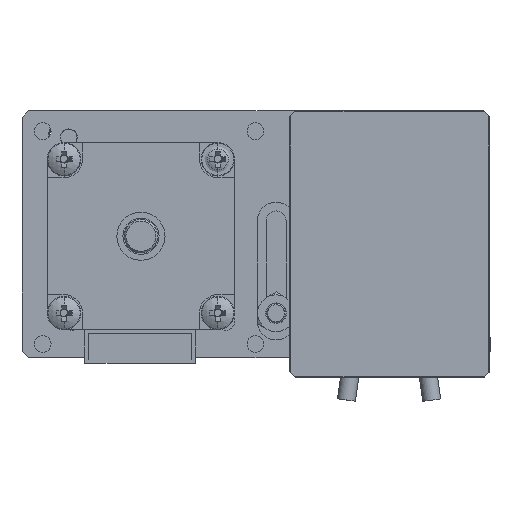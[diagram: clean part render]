
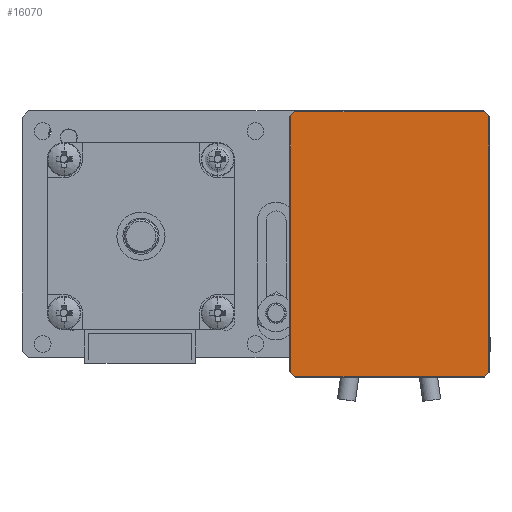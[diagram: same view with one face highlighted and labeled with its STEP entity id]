
A CAD part, front view. The second image highlights one B-rep face of the part: STEP entity #16070.
In plain terms, the highlighted planar face has unit normal (0, -1, 0).
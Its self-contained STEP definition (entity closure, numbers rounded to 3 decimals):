
#423 = EDGE_CURVE ( 'NONE', #24971, #27444, #21400, .T. ) ;
#700 = VERTEX_POINT ( 'NONE', #15324 ) ;
#900 = CARTESIAN_POINT ( 'NONE',  ( -49.844, -80.6, 35.491 ) ) ;
#1068 = LINE ( 'NONE', #17031, #16354 ) ;
#2461 = DIRECTION ( 'NONE',  ( 1., 0., 0. ) ) ;
#2602 = ORIENTED_EDGE ( 'NONE', *, *, #6790, .T. ) ;
#3158 = EDGE_CURVE ( 'NONE', #7942, #19731, #31709, .T. ) ;
#3310 = EDGE_CURVE ( 'NONE', #700, #7942, #3575, .T. ) ;
#3575 = LINE ( 'NONE', #28051, #26914 ) ;
#3745 = CARTESIAN_POINT ( 'NONE',  ( -79.444, -80.6, -2.909 ) ) ;
#4557 = DIRECTION ( 'NONE',  ( -1., 0., 0. ) ) ;
#5160 = VECTOR ( 'NONE', #31260, 1000. ) ;
#5605 = ORIENTED_EDGE ( 'NONE', *, *, #3158, .T. ) ;
#6790 = EDGE_CURVE ( 'NONE', #22325, #11345, #12134, .T. ) ;
#6936 = EDGE_CURVE ( 'NONE', #27444, #700, #24539, .T. ) ;
#7744 = VECTOR ( 'NONE', #35576, 1000. ) ;
#7942 = VERTEX_POINT ( 'NONE', #26306 ) ;
#10467 = CARTESIAN_POINT ( 'NONE',  ( -64.644, -80.6, 36.091 ) ) ;
#11345 = VERTEX_POINT ( 'NONE', #33195 ) ;
#12134 = LINE ( 'NONE', #10467, #19310 ) ;
#12345 = CARTESIAN_POINT ( 'NONE',  ( -49.644, -80.6, 35.291 ) ) ;
#12579 = CARTESIAN_POINT ( 'NONE',  ( -79.444, -80.6, 35.491 ) ) ;
#12990 = CARTESIAN_POINT ( 'NONE',  ( -79.444, -80.6, 16.291 ) ) ;
#13282 = LINE ( 'NONE', #12345, #28515 ) ;
#13420 = AXIS2_PLACEMENT_3D ( 'NONE', #31882, #22812, #4557 ) ;
#14562 = DIRECTION ( 'NONE',  ( 0.707, 0., 0.707 ) ) ;
#14694 = CARTESIAN_POINT ( 'NONE',  ( -49.844, -80.6, -2.909 ) ) ;
#15324 = CARTESIAN_POINT ( 'NONE',  ( -78.844, -80.6, -3.509 ) ) ;
#15504 = VECTOR ( 'NONE', #14562, 1000. ) ;
#16070 = ADVANCED_FACE ( 'NONE', ( #29066 ), #19774, .F. ) ;
#16354 = VECTOR ( 'NONE', #38324, 1000. ) ;
#17031 = CARTESIAN_POINT ( 'NONE',  ( -49.844, -80.6, 16.291 ) ) ;
#17741 = DIRECTION ( 'NONE',  ( 0.707, 0., -0.707 ) ) ;
#19310 = VECTOR ( 'NONE', #36638, 1000. ) ;
#19731 = VERTEX_POINT ( 'NONE', #14694 ) ;
#19774 = PLANE ( 'NONE',  #13420 ) ;
#21053 = EDGE_LOOP ( 'NONE', ( #2602, #36128, #27113, #24250, #38613, #5605, #35077, #32072 ) ) ;
#21400 = LINE ( 'NONE', #12990, #5160 ) ;
#22325 = VERTEX_POINT ( 'NONE', #38139 ) ;
#22622 = VECTOR ( 'NONE', #17741, 1000. ) ;
#22812 = DIRECTION ( 'NONE',  ( 0., 1., 0. ) ) ;
#23081 = EDGE_CURVE ( 'NONE', #19731, #37569, #1068, .T. ) ;
#24250 = ORIENTED_EDGE ( 'NONE', *, *, #6936, .T. ) ;
#24382 = CARTESIAN_POINT ( 'NONE',  ( -79.644, -80.6, -2.709 ) ) ;
#24539 = LINE ( 'NONE', #24382, #22622 ) ;
#24971 = VERTEX_POINT ( 'NONE', #12579 ) ;
#26306 = CARTESIAN_POINT ( 'NONE',  ( -50.444, -80.6, -3.509 ) ) ;
#26914 = VECTOR ( 'NONE', #2461, 1000. ) ;
#27113 = ORIENTED_EDGE ( 'NONE', *, *, #423, .T. ) ;
#27444 = VERTEX_POINT ( 'NONE', #3745 ) ;
#28051 = CARTESIAN_POINT ( 'NONE',  ( -64.644, -80.6, -3.509 ) ) ;
#28515 = VECTOR ( 'NONE', #30751, 1000. ) ;
#29066 = FACE_OUTER_BOUND ( 'NONE', #21053, .T. ) ;
#30720 = CARTESIAN_POINT ( 'NONE',  ( -50.644, -80.6, -3.709 ) ) ;
#30751 = DIRECTION ( 'NONE',  ( -0.707, 0., 0.707 ) ) ;
#31260 = DIRECTION ( 'NONE',  ( 0., 0., -1. ) ) ;
#31709 = LINE ( 'NONE', #30720, #15504 ) ;
#31882 = CARTESIAN_POINT ( 'NONE',  ( -64.644, -80.6, 16.291 ) ) ;
#32072 = ORIENTED_EDGE ( 'NONE', *, *, #35249, .T. ) ;
#32489 = CARTESIAN_POINT ( 'NONE',  ( -78.644, -80.6, 36.291 ) ) ;
#33009 = LINE ( 'NONE', #32489, #7744 ) ;
#33090 = EDGE_CURVE ( 'NONE', #11345, #24971, #33009, .T. ) ;
#33195 = CARTESIAN_POINT ( 'NONE',  ( -78.844, -80.6, 36.091 ) ) ;
#35077 = ORIENTED_EDGE ( 'NONE', *, *, #23081, .T. ) ;
#35249 = EDGE_CURVE ( 'NONE', #37569, #22325, #13282, .T. ) ;
#35576 = DIRECTION ( 'NONE',  ( -0.707, 0., -0.707 ) ) ;
#36128 = ORIENTED_EDGE ( 'NONE', *, *, #33090, .T. ) ;
#36638 = DIRECTION ( 'NONE',  ( -1., 0., 0. ) ) ;
#37569 = VERTEX_POINT ( 'NONE', #900 ) ;
#38139 = CARTESIAN_POINT ( 'NONE',  ( -50.444, -80.6, 36.091 ) ) ;
#38324 = DIRECTION ( 'NONE',  ( 0., 0., 1. ) ) ;
#38613 = ORIENTED_EDGE ( 'NONE', *, *, #3310, .T. ) ;
